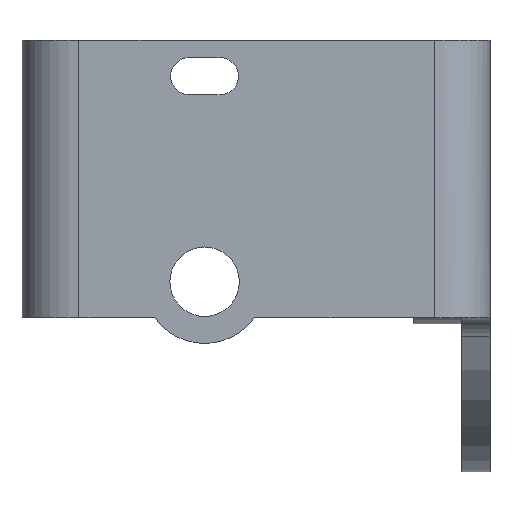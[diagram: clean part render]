
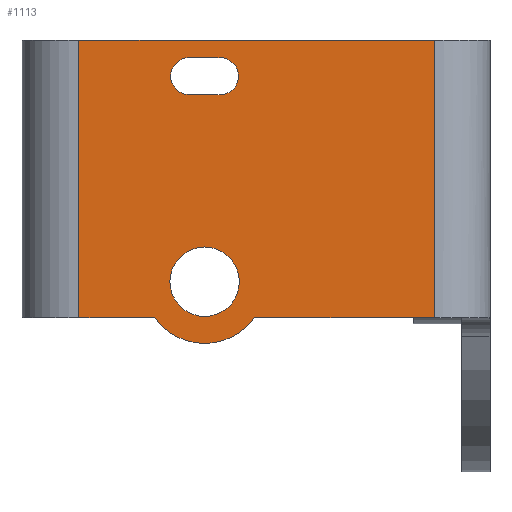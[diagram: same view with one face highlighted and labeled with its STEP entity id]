
A CAD part, front view. The second image highlights one B-rep face of the part: STEP entity #1113.
In plain terms, the highlighted planar face has unit normal (0, -1, 0).
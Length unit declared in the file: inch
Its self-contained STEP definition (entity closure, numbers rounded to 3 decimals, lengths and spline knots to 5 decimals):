
#38=DIRECTION('',(1.,0.,0.));
#39=VECTOR('',#38,0.28967);
#40=CARTESIAN_POINT('',(-0.67839,-0.10902,
-0.5315));
#41=LINE('',#40,#39);
#55=DIRECTION('',(0.,0.,1.));
#56=VECTOR('',#55,1.06299);
#57=CARTESIAN_POINT('',(-0.67839,-0.10902,
-0.5315));
#58=LINE('',#57,#56);
#222=DIRECTION('',(-1.,0.,0.));
#223=VECTOR('',#222,1.36185);
#224=CARTESIAN_POINT('',(0.68346,-0.10902,
0.5315));
#225=LINE('',#224,#223);
#234=CARTESIAN_POINT('',(-0.19685,-0.10902,
-0.3937));
#235=DIRECTION('',(0.,1.,0.));
#236=DIRECTION('',(0.812,0.,-0.583));
#237=AXIS2_PLACEMENT_3D('',#234,#235,#236);
#239=CARTESIAN_POINT('',(-0.19685,-0.10902,
-0.3937));
#240=DIRECTION('',(0.,1.,0.));
#241=DIRECTION('',(1.,0.,0.));
#242=AXIS2_PLACEMENT_3D('',#239,#240,#241);
#244=CARTESIAN_POINT('',(-0.19685,-0.10902,
-0.3937));
#245=DIRECTION('',(0.,1.,0.));
#246=DIRECTION('',(-1.,0.,0.));
#247=AXIS2_PLACEMENT_3D('',#244,#245,#246);
#249=DIRECTION('',(1.,0.,0.));
#250=VECTOR('',#249,0.11811);
#251=CARTESIAN_POINT('',(-0.25591,-0.10902,
0.32283));
#252=LINE('',#251,#250);
#253=CARTESIAN_POINT('',(-0.1378,-0.10902,
0.3937));
#254=DIRECTION('',(0.,1.,0.));
#255=DIRECTION('',(0.,0.,1.));
#256=AXIS2_PLACEMENT_3D('',#253,#254,#255);
#258=DIRECTION('',(-1.,0.,0.));
#259=VECTOR('',#258,0.11811);
#260=CARTESIAN_POINT('',(-0.1378,-0.10902,
0.46457));
#261=LINE('',#260,#259);
#262=CARTESIAN_POINT('',(-0.25591,-0.10902,
0.3937));
#263=DIRECTION('',(0.,1.,0.));
#264=DIRECTION('',(0.,0.,-1.));
#265=AXIS2_PLACEMENT_3D('',#262,#263,#264);
#272=DIRECTION('',(0.,0.,-1.));
#273=VECTOR('',#272,1.06299);
#274=CARTESIAN_POINT('',(0.68346,-0.10902,
0.5315));
#275=LINE('',#274,#273);
#561=DIRECTION('',(1.,0.,0.));
#562=VECTOR('',#561,0.68845);
#563=CARTESIAN_POINT('',(-0.00498,-0.10902,
-0.5315));
#564=LINE('',#563,#562);
#665=CARTESIAN_POINT('',(-0.67839,-0.10902,
0.5315));
#666=VERTEX_POINT('',#665);
#667=CARTESIAN_POINT('',(-0.67839,-0.10902,
-0.5315));
#668=VERTEX_POINT('',#667);
#677=CARTESIAN_POINT('',(0.68346,-0.10902,
0.5315));
#678=VERTEX_POINT('',#677);
#721=CARTESIAN_POINT('',(-0.00498,-0.10902,
-0.5315));
#722=CARTESIAN_POINT('',(-0.38872,-0.10902,
-0.5315));
#723=VERTEX_POINT('',#721);
#724=VERTEX_POINT('',#722);
#725=CARTESIAN_POINT('',(0.68346,-0.10902,
-0.5315));
#726=VERTEX_POINT('',#725);
#733=CARTESIAN_POINT('',(-0.06378,-0.10902,
-0.3937));
#734=CARTESIAN_POINT('',(-0.32992,-0.10902,
-0.3937));
#735=VERTEX_POINT('',#733);
#736=VERTEX_POINT('',#734);
#745=CARTESIAN_POINT('',(-0.25591,-0.10902,
0.32283));
#746=CARTESIAN_POINT('',(-0.1378,-0.10902,
0.32283));
#747=VERTEX_POINT('',#745);
#748=VERTEX_POINT('',#746);
#749=CARTESIAN_POINT('',(-0.1378,-0.10902,
0.46457));
#750=VERTEX_POINT('',#749);
#751=CARTESIAN_POINT('',(-0.25591,-0.10902,
0.46457));
#752=VERTEX_POINT('',#751);
#1081=CARTESIAN_POINT('',(0.,-0.10902,0.));
#1082=DIRECTION('',(0.,1.,0.));
#1083=DIRECTION('',(1.,0.,0.));
#1084=AXIS2_PLACEMENT_3D('',#1081,#1082,#1083);
#1085=PLANE('',#1084);
#1086=ORIENTED_EDGE('',*,*,#1072,.F.);
#1088=ORIENTED_EDGE('',*,*,#1087,.T.);
#1090=ORIENTED_EDGE('',*,*,#1089,.F.);
#1092=ORIENTED_EDGE('',*,*,#1091,.T.);
#1093=ORIENTED_EDGE('',*,*,#860,.F.);
#1094=ORIENTED_EDGE('',*,*,#891,.T.);
#1095=EDGE_LOOP('',(#1086,#1088,#1090,#1092,#1093,#1094));
#1096=FACE_OUTER_BOUND('',#1095,.F.);
#1098=ORIENTED_EDGE('',*,*,#1097,.F.);
#1100=ORIENTED_EDGE('',*,*,#1099,.F.);
#1101=EDGE_LOOP('',(#1098,#1100));
#1102=FACE_BOUND('',#1101,.F.);
#1104=ORIENTED_EDGE('',*,*,#1103,.T.);
#1106=ORIENTED_EDGE('',*,*,#1105,.F.);
#1108=ORIENTED_EDGE('',*,*,#1107,.T.);
#1110=ORIENTED_EDGE('',*,*,#1109,.F.);
#1111=EDGE_LOOP('',(#1104,#1106,#1108,#1110));
#1112=FACE_BOUND('',#1111,.F.);
#1113=ADVANCED_FACE('',(#1096,#1102,#1112),#1085,.F.);
#238=CIRCLE('',#237,0.23622);
#243=CIRCLE('',#242,0.13307);
#248=CIRCLE('',#247,0.13307);
#257=CIRCLE('',#256,0.07087);
#266=CIRCLE('',#265,0.07087);
#860=EDGE_CURVE('',#668,#724,#41,.T.);
#891=EDGE_CURVE('',#668,#666,#58,.T.);
#1072=EDGE_CURVE('',#678,#666,#225,.T.);
#1087=EDGE_CURVE('',#678,#726,#275,.T.);
#1089=EDGE_CURVE('',#723,#726,#564,.T.);
#1091=EDGE_CURVE('',#723,#724,#238,.T.);
#1097=EDGE_CURVE('',#735,#736,#243,.T.);
#1099=EDGE_CURVE('',#736,#735,#248,.T.);
#1103=EDGE_CURVE('',#747,#748,#252,.T.);
#1105=EDGE_CURVE('',#750,#748,#257,.T.);
#1107=EDGE_CURVE('',#750,#752,#261,.T.);
#1109=EDGE_CURVE('',#747,#752,#266,.T.);
